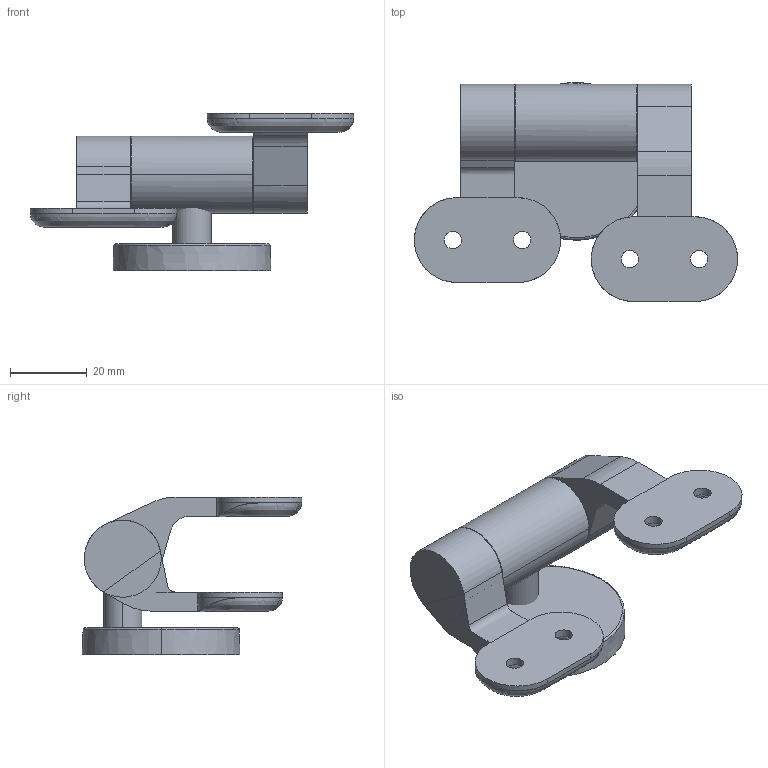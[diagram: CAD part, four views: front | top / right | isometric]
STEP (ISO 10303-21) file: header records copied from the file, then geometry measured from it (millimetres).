
FILE_DESCRIPTION(/* description */ (''),/* implementation_level */ '2;1');
FILE_NAME(/* name */ 'SP813 BNKL',/* time_stamp */ '2023-06-02T12:13:34+08:00',/* author */ (''),/* organization */ (''),/* preprocessor_version */ 'ST-DEVELOPER v16.5',/* originating_system */ '',/* authorisation */ '');
FILE_SCHEMA (('AUTOMOTIVE_DESIGN'));
Length unit declared in the file: millimetre
Products named in the file (1): Document
Bounding box: 83.99 x 56.98 x 41 mm (x, y, z)
Volume: 30281.7 mm3; surface area: 16864.9 mm2
Topology: 5 solids, 13 shells, 91 faces, 232 edges, 140 vertices
Faces by surface type: bspline 91
Entity records: 7455 total; most frequent: CARTESIAN_POINT 4926, ORIENTED_EDGE 396, PCURVE 396, DEFINITIONAL_REPRESENTATION 396, B_SPLINE_CURVE_WITH_KNOTS 358, SURFACE_CURVE 224, EDGE_CURVE 224, VERTEX_POINT 138
